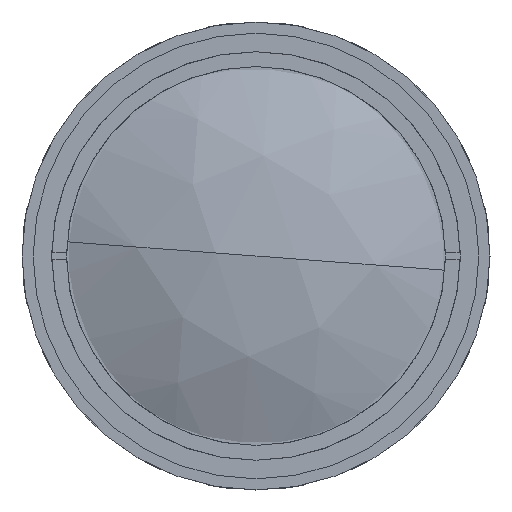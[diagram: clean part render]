
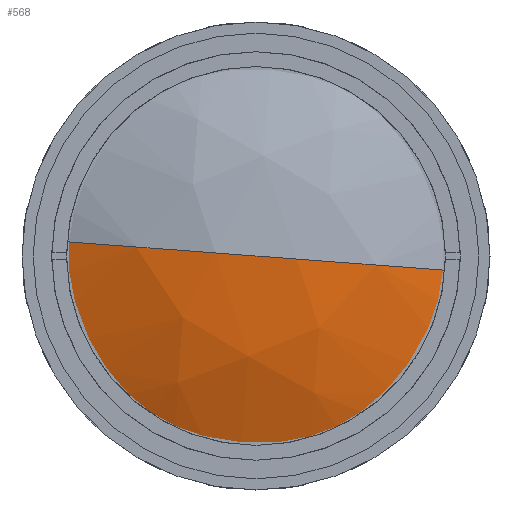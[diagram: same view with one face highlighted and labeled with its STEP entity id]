
A CAD part, left-side view. The second image highlights one B-rep face of the part: STEP entity #568.
In plain terms, the highlighted free-form (B-spline) face has degree [3, 3] with [4, 4] control points.
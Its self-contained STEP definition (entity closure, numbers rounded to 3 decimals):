
#70 = ORIENTED_EDGE ( 'NONE', *, *, #4163, .T. ) ;
#212 = CARTESIAN_POINT ( 'NONE',  ( -56.936, -3.061, -10.826 ) ) ;
#282 = AXIS2_PLACEMENT_3D ( 'NONE', #2551, #3976, #780 ) ;
#568 = ADVANCED_FACE ( 'NONE', ( #4155 ), #3411, .T. ) ;
#575 = CIRCLE ( 'NONE', #2738, 64. ) ;
#586 = CARTESIAN_POINT ( 'NONE',  ( -43.689, -19.195, -26.747 ) ) ;
#780 = DIRECTION ( 'NONE',  ( 0., 0.075, -0.997 ) ) ;
#904 = CARTESIAN_POINT ( 'NONE',  ( -50.935, 17.266, -27.331 ) ) ;
#931 = VERTEX_POINT ( 'NONE', #4455 ) ;
#984 = DIRECTION ( 'NONE',  ( -1., 0., 0. ) ) ;
#1611 = CIRCLE ( 'NONE', #282, 26.5 ) ;
#1628 = CARTESIAN_POINT ( 'NONE',  ( -43.689, 34.25, -22.726 ) ) ;
#1650 = CARTESIAN_POINT ( 'NONE',  ( -48.968, -21.011, -2.615 ) ) ;
#1676 = CARTESIAN_POINT ( 'NONE',  ( -54.905, -2.362, -20.115 ) ) ;
#1980 = CARTESIAN_POINT ( 'NONE',  ( -48.968, 32.435, 1.407 ) ) ;
#2008 = CARTESIAN_POINT ( 'NONE',  ( -47.181, -19.767, -19.145 ) ) ;
#2030 = CARTESIAN_POINT ( 'NONE',  ( -48.968, 33.064, -6.954 ) ) ;
#2349 = CARTESIAN_POINT ( 'NONE',  ( -56.936, 15.201, 0.11 ) ) ;
#2392 = ORIENTED_EDGE ( 'NONE', *, *, #4190, .T. ) ;
#2495 = AXIS2_PLACEMENT_3D ( 'NONE', #4113, #984, #4459 ) ;
#2512 = EDGE_CURVE ( 'NONE', #931, #3816, #4503, .T. ) ;
#2551 = CARTESIAN_POINT ( 'NONE',  ( -49.104, 5.712, -0.604 ) ) ;
#2728 = CARTESIAN_POINT ( 'NONE',  ( -48.968, -20.381, -10.976 ) ) ;
#2738 = AXIS2_PLACEMENT_3D ( 'NONE', #4349, #3655, #4000 ) ;
#3031 = CARTESIAN_POINT ( 'NONE',  ( -56.936, -3.777, -1.318 ) ) ;
#3073 = CARTESIAN_POINT ( 'NONE',  ( -54.905, 16.615, -18.687 ) ) ;
#3127 = CARTESIAN_POINT ( 'NONE',  ( -50.935, -1.712, -28.759 ) ) ;
#3411 =( BOUNDED_SURFACE ( )  B_SPLINE_SURFACE ( 3, 3, ( 
 ( #1650, #2728, #2008, #586 ),
 ( #3031, #212, #1676, #3127 ),
 ( #2349, #3827, #3073, #904 ),
 ( #1980, #2030, #4497, #1628 ) ),
 .UNSPECIFIED., .F., .F., .F. ) 
 B_SPLINE_SURFACE_WITH_KNOTS ( ( 4, 4 ),
 ( 4, 4 ),
 ( 0., 1. ),
 ( 0., 1. ),
 .UNSPECIFIED. ) 
 GEOMETRIC_REPRESENTATION_ITEM ( )  RATIONAL_B_SPLINE_SURFACE ( (
 ( 1., 0.985, 0.985, 1.),
 ( 0.939, 0.924, 0.924, 0.939),
 ( 0.939, 0.924, 0.924, 0.939),
 ( 1., 0.985, 0.985, 1.) ) ) 
 REPRESENTATION_ITEM ( '' )  SURFACE ( )  );
#3644 = ORIENTED_EDGE ( 'NONE', *, *, #2512, .T. ) ;
#3655 = DIRECTION ( 'NONE',  ( 0., 0.075, -0.997 ) ) ;
#3816 = VERTEX_POINT ( 'NONE', #4438 ) ;
#3827 = CARTESIAN_POINT ( 'NONE',  ( -56.936, 15.916, -9.398 ) ) ;
#3976 = DIRECTION ( 'NONE',  ( -1., 0., 0. ) ) ;
#4000 = DIRECTION ( 'NONE',  ( 0., -0.997, -0.075 ) ) ;
#4113 = CARTESIAN_POINT ( 'NONE',  ( -49.104, 5.712, -0.604 ) ) ;
#4155 = FACE_OUTER_BOUND ( 'NONE', #4356, .T. ) ;
#4163 = EDGE_CURVE ( 'NONE', #4417, #931, #575, .T. ) ;
#4190 = EDGE_CURVE ( 'NONE', #3816, #4417, #1611, .T. ) ;
#4349 = CARTESIAN_POINT ( 'NONE',  ( 9.152, 5.712, -0.604 ) ) ;
#4356 = EDGE_LOOP ( 'NONE', ( #2392, #70, #3644 ) ) ;
#4417 = VERTEX_POINT ( 'NONE', #4528 ) ;
#4438 = CARTESIAN_POINT ( 'NONE',  ( -49.104, 7.7, -27.029 ) ) ;
#4455 = CARTESIAN_POINT ( 'NONE',  ( -49.104, 32.137, 1.384 ) ) ;
#4459 = DIRECTION ( 'NONE',  ( 0., 0.075, -0.997 ) ) ;
#4497 = CARTESIAN_POINT ( 'NONE',  ( -47.181, 33.678, -15.124 ) ) ;
#4503 = CIRCLE ( 'NONE', #2495, 26.5 ) ;
#4528 = CARTESIAN_POINT ( 'NONE',  ( -49.104, -20.713, -2.592 ) ) ;
